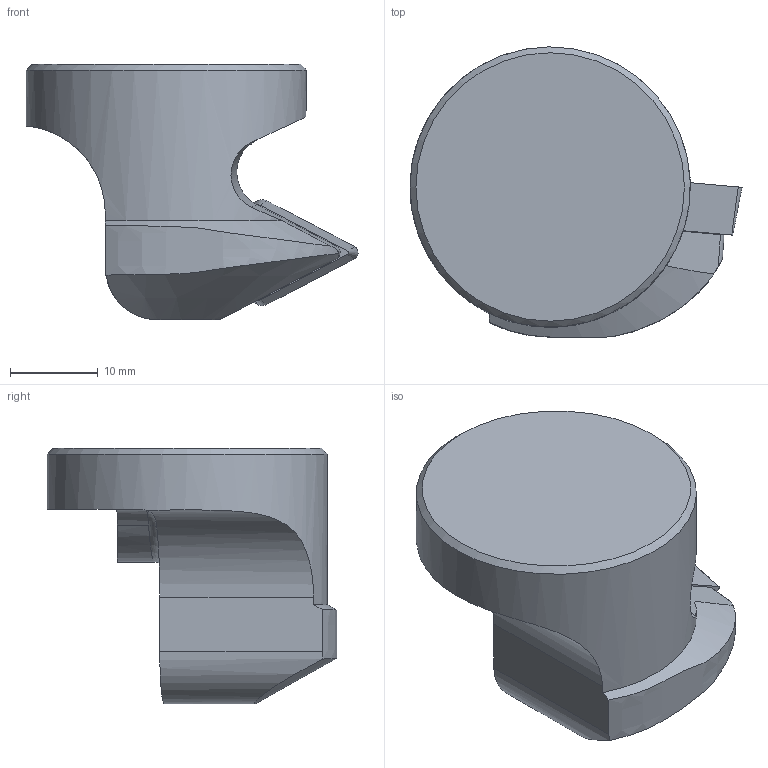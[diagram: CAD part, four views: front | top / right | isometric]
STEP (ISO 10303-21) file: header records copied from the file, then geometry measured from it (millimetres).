
FILE_DESCRIPTION(/* description */ (''),/* implementation_level */ '2;1');
FILE_NAME(/* name */ '1573454283353.stp',/* time_stamp */ '2019-11-11T12:08:15+06:00',/* author */ (''),/* organization */ ('SMS'),/* preprocessor_version */ 'ST-DEVELOPER v16.7',/* originating_system */ 'SIEMENS PLM Software NX 12.0',/* authorisation */ '');
FILE_SCHEMA (('AUTOMOTIVE_DESIGN { 1 0 10303 214 3 1 1 1 }'));
Length unit declared in the file: millimetre
Products named in the file (4): ASSEMBLY_CONSTRUCTION; 202599669mod000_00; 202613385mod000_00; 202613400mod000_00
Assembly tree (3 placements, depth 2):
  202613400mod000_00
    202613385mod000_00
    202599669mod000_00
    ASSEMBLY_CONSTRUCTION
Bounding box: 37.9 x 33.1 x 29.19 mm (x, y, z)
Volume: 12655.3 mm3; surface area: 4502.1 mm2
Topology: 2 solids, 2 shells, 67 faces, 179 edges, 125 vertices
Faces by surface type: plane 34, cylinder 20, cone 8, torus 4, extrusion 1
Full cylindrical faces by diameter (mm): 6.141 x2, 32 x1
Entity records: 2507 total; most frequent: CARTESIAN_POINT 663, DIRECTION 363, ORIENTED_EDGE 342, EDGE_CURVE 171, AXIS2_PLACEMENT_3D 135, VERTEX_POINT 113, VECTOR 93, LINE 92
